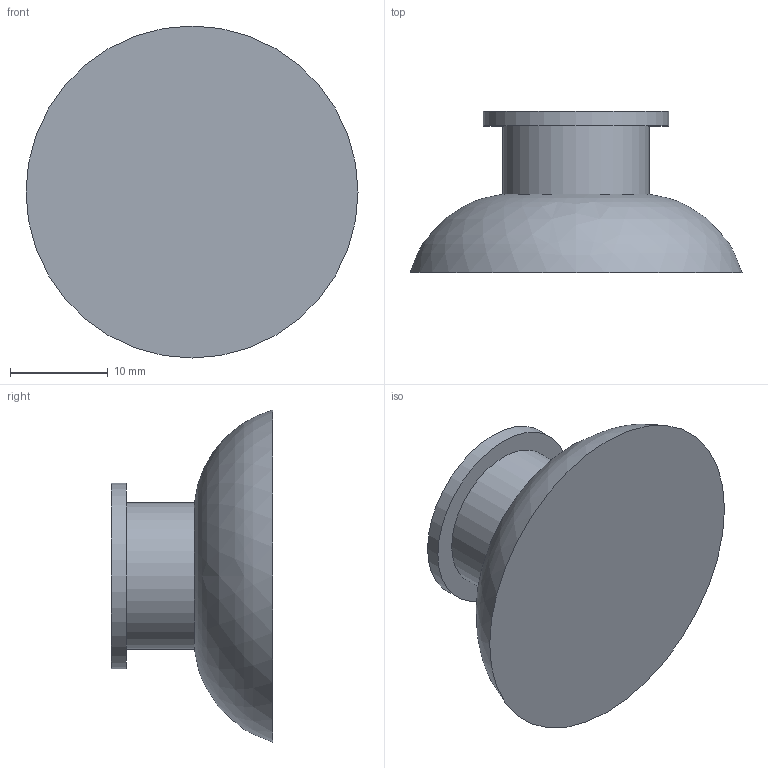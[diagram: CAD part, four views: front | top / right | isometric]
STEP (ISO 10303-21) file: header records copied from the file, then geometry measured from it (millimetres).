
FILE_DESCRIPTION(/* description */ (''),/* implementation_level */ '2;1');
FILE_NAME(/* name */ 'vs35nit.stp',/* time_stamp */ '2020-03-26T12:09:31+01:00',/* author */ ('nebuc'),/* organization */ (''),/* preprocessor_version */ 'ST-DEVELOPER v17',/* originating_system */ 'Autodesk Inventor 2019',/* authorisation */ '');
FILE_SCHEMA (('AUTOMOTIVE_DESIGN { 1 0 10303 214 3 1 1 }'));
Length unit declared in the file: millimetre
Products named in the file (1): 63_3D_vs35
Bounding box: 34 x 16.5 x 34 mm (x, y, z)
Volume: 6594.2 mm3; surface area: 2988.5 mm2
Topology: 1 solids, 1 shells, 8 faces, 19 edges, 15 vertices
Faces by surface type: plane 4, cylinder 3, bspline 1
Full cylindrical faces by diameter (mm): 7 x1, 15 x1, 19 x1
Entity records: 331 total; most frequent: CARTESIAN_POINT 69, DIRECTION 51, ORIENTED_EDGE 38, AXIS2_PLACEMENT_3D 24, EDGE_CURVE 19, CIRCLE 16, VERTEX_POINT 15, EDGE_LOOP 10
